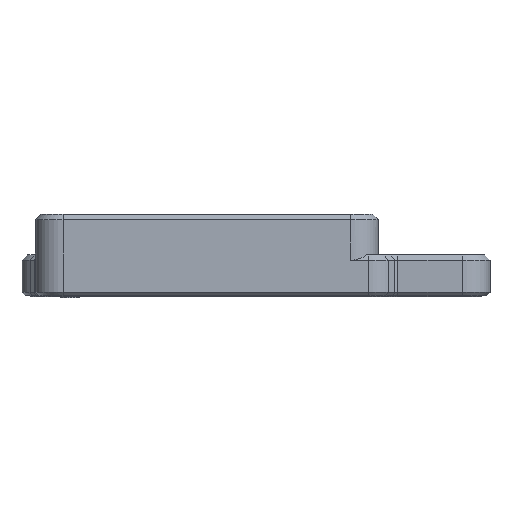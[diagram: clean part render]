
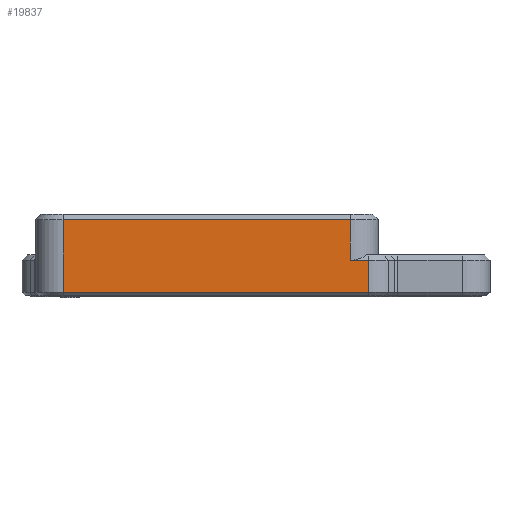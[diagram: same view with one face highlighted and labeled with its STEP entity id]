
A CAD part, left-side view. The second image highlights one B-rep face of the part: STEP entity #19837.
In plain terms, the highlighted planar face has unit normal (-1, 0, 0).
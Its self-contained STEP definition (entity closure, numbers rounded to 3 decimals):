
#8354=CARTESIAN_POINT('',(-11.19,-38.776,-3.));
#8355=VERTEX_POINT('',#8354);
#8501=CARTESIAN_POINT('',(-11.19,-38.776,10.8));
#8502=VERTEX_POINT('',#8501);
#8503=CARTESIAN_POINT('',(-11.19,-38.776,10.8));
#8504=DIRECTION('',(0.,0.,-1.));
#8505=VECTOR('',#8504,13.8);
#8506=LINE('',#8503,#8505);
#8507=EDGE_CURVE('',#8502,#8355,#8506,.T.);
#19238=CARTESIAN_POINT('',(-11.19,-96.763,-3.));
#19239=VERTEX_POINT('',#19238);
#19305=CARTESIAN_POINT('',(-11.19,-96.763,-3.));
#19306=DIRECTION('',(0.,1.,0.));
#19307=VECTOR('',#19306,57.987);
#19308=LINE('',#19305,#19307);
#19309=EDGE_CURVE('',#19239,#8355,#19308,.T.);
#19798=CARTESIAN_POINT('',(-11.19,-94.843,17.2));
#19799=DIRECTION('',(-1.,0.,0.));
#19800=DIRECTION('',(0.,0.,-1.));
#19801=AXIS2_PLACEMENT_3D('',#19798,#19799,#19800);
#19802=PLANE('',#19801);
#19803=CARTESIAN_POINT('',(-11.19,-93.332,3.1));
#19804=VERTEX_POINT('',#19803);
#19805=CARTESIAN_POINT('',(-11.19,-96.763,3.1));
#19806=VERTEX_POINT('',#19805);
#19807=CARTESIAN_POINT('',(-11.19,-93.332,3.1));
#19808=DIRECTION('',(-0.,-1.,-0.));
#19809=VECTOR('',#19808,3.431);
#19810=LINE('',#19807,#19809);
#19811=EDGE_CURVE('',#19804,#19806,#19810,.T.);
#19812=ORIENTED_EDGE('',*,*,#19811,.F.);
#19813=CARTESIAN_POINT('',(-11.19,-93.332,10.8));
#19814=VERTEX_POINT('',#19813);
#19815=CARTESIAN_POINT('',(-11.19,-93.332,3.1));
#19816=DIRECTION('',(0.,0.,1.));
#19817=VECTOR('',#19816,7.7);
#19818=LINE('',#19815,#19817);
#19819=EDGE_CURVE('',#19804,#19814,#19818,.T.);
#19820=ORIENTED_EDGE('',*,*,#19819,.T.);
#19821=CARTESIAN_POINT('',(-11.19,-93.332,10.8));
#19822=DIRECTION('',(0.,1.,0.));
#19823=VECTOR('',#19822,54.556);
#19824=LINE('',#19821,#19823);
#19825=EDGE_CURVE('',#19814,#8502,#19824,.T.);
#19826=ORIENTED_EDGE('',*,*,#19825,.T.);
#19827=ORIENTED_EDGE('',*,*,#8507,.T.);
#19828=ORIENTED_EDGE('',*,*,#19309,.F.);
#19829=CARTESIAN_POINT('',(-11.19,-96.763,3.1));
#19830=DIRECTION('',(0.,0.,-1.));
#19831=VECTOR('',#19830,6.1);
#19832=LINE('',#19829,#19831);
#19833=EDGE_CURVE('',#19806,#19239,#19832,.T.);
#19834=ORIENTED_EDGE('',*,*,#19833,.F.);
#19835=EDGE_LOOP('',(#19812,#19820,#19826,#19827,#19828,#19834));
#19836=FACE_BOUND('',#19835,.T.);
#19837=ADVANCED_FACE('',(#19836),#19802,.T.);
